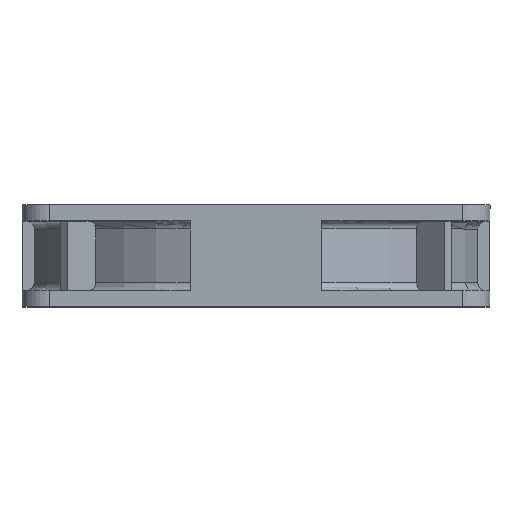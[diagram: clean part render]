
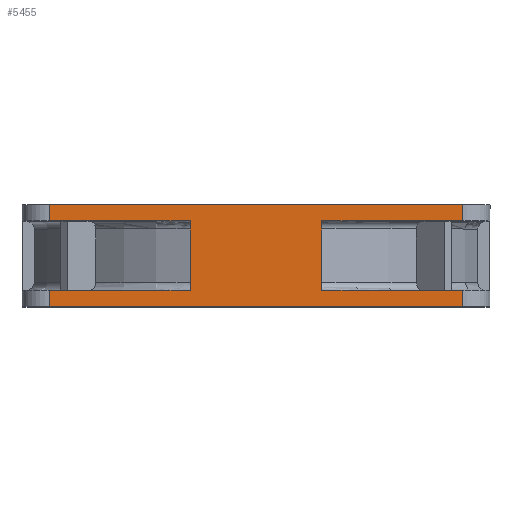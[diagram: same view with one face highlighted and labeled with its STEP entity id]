
A CAD part, top view. The second image highlights one B-rep face of the part: STEP entity #5455.
In plain terms, the highlighted planar face has unit normal (0, 0, 1).
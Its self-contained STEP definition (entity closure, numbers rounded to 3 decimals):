
#14 = EDGE_CURVE ( 'NONE', #2664, #2952, #3781, .T. ) ;
#45 = EDGE_CURVE ( 'NONE', #170, #1784, #606, .T. ) ;
#127 = CARTESIAN_POINT ( 'NONE',  ( -53., 26., 60. ) ) ;
#170 = VERTEX_POINT ( 'NONE', #5870 ) ;
#592 = VECTOR ( 'NONE', #822, 1000. ) ;
#606 = LINE ( 'NONE', #2848, #5343 ) ;
#635 = CARTESIAN_POINT ( 'NONE',  ( -60., 26., 60. ) ) ;
#653 = VERTEX_POINT ( 'NONE', #5013 ) ;
#660 = DIRECTION ( 'NONE',  ( 0., -1., 0. ) ) ;
#700 = ORIENTED_EDGE ( 'NONE', *, *, #2118, .F. ) ;
#744 = CARTESIAN_POINT ( 'NONE',  ( -16.894, 21.877, 60. ) ) ;
#807 = VECTOR ( 'NONE', #4817, 1000. ) ;
#822 = DIRECTION ( 'NONE',  ( -1., 0., 0. ) ) ;
#835 = ORIENTED_EDGE ( 'NONE', *, *, #4262, .F. ) ;
#957 = DIRECTION ( 'NONE',  ( 1., 0., 0. ) ) ;
#1005 = LINE ( 'NONE', #127, #5270 ) ;
#1006 = VECTOR ( 'NONE', #1906, 1000. ) ;
#1028 = CARTESIAN_POINT ( 'NONE',  ( -16.894, 0., 60. ) ) ;
#1049 = CARTESIAN_POINT ( 'NONE',  ( -60., 0., 60. ) ) ;
#1114 = LINE ( 'NONE', #4819, #5445 ) ;
#1186 = AXIS2_PLACEMENT_3D ( 'NONE', #635, #5212, #5613 ) ;
#1216 = CARTESIAN_POINT ( 'NONE',  ( -60., 21.877, 60. ) ) ;
#1514 = PLANE ( 'NONE',  #1186 ) ;
#1625 = CARTESIAN_POINT ( 'NONE',  ( -16.894, 4.123, 60. ) ) ;
#1784 = VERTEX_POINT ( 'NONE', #3615 ) ;
#1859 = EDGE_CURVE ( 'NONE', #2440, #5968, #5566, .T. ) ;
#1895 = EDGE_CURVE ( 'NONE', #653, #5043, #1005, .T. ) ;
#1906 = DIRECTION ( 'NONE',  ( 0., 1., 0. ) ) ;
#2092 = ORIENTED_EDGE ( 'NONE', *, *, #3498, .T. ) ;
#2118 = EDGE_CURVE ( 'NONE', #653, #5968, #4189, .T. ) ;
#2415 = FACE_OUTER_BOUND ( 'NONE', #4220, .T. ) ;
#2440 = VERTEX_POINT ( 'NONE', #5003 ) ;
#2532 = EDGE_CURVE ( 'NONE', #1784, #3943, #2897, .T. ) ;
#2606 = CARTESIAN_POINT ( 'NONE',  ( -53., 21.877, 60. ) ) ;
#2651 = VECTOR ( 'NONE', #2739, 1000. ) ;
#2664 = VERTEX_POINT ( 'NONE', #1625 ) ;
#2739 = DIRECTION ( 'NONE',  ( 1., 0., 0. ) ) ;
#2848 = CARTESIAN_POINT ( 'NONE',  ( -53., 26., 60. ) ) ;
#2853 = CARTESIAN_POINT ( 'NONE',  ( -60., 26., 60. ) ) ;
#2897 = LINE ( 'NONE', #1049, #807 ) ;
#2916 = ORIENTED_EDGE ( 'NONE', *, *, #14, .F. ) ;
#2952 = VERTEX_POINT ( 'NONE', #744 ) ;
#2984 = ORIENTED_EDGE ( 'NONE', *, *, #45, .T. ) ;
#3027 = LINE ( 'NONE', #1216, #4018 ) ;
#3060 = DIRECTION ( 'NONE',  ( -1., 0., 0. ) ) ;
#3090 = CARTESIAN_POINT ( 'NONE',  ( 16.894, 4.123, 60. ) ) ;
#3109 = EDGE_CURVE ( 'NONE', #3903, #5231, #5911, .T. ) ;
#3186 = ORIENTED_EDGE ( 'NONE', *, *, #2532, .T. ) ;
#3366 = CARTESIAN_POINT ( 'NONE',  ( 53., 26., 60. ) ) ;
#3498 = EDGE_CURVE ( 'NONE', #3943, #5231, #5648, .T. ) ;
#3586 = CARTESIAN_POINT ( 'NONE',  ( -60., 4.123, 60. ) ) ;
#3615 = CARTESIAN_POINT ( 'NONE',  ( -53., 0., 60. ) ) ;
#3781 = LINE ( 'NONE', #1028, #4475 ) ;
#3826 = DIRECTION ( 'NONE',  ( 1., 0., 0. ) ) ;
#3839 = CARTESIAN_POINT ( 'NONE',  ( -60., 4.123, 60. ) ) ;
#3845 = DIRECTION ( 'NONE',  ( 0., -1., 0. ) ) ;
#3903 = VERTEX_POINT ( 'NONE', #3090 ) ;
#3943 = VERTEX_POINT ( 'NONE', #4496 ) ;
#3971 = ORIENTED_EDGE ( 'NONE', *, *, #3109, .F. ) ;
#4016 = EDGE_CURVE ( 'NONE', #2440, #4758, #3027, .T. ) ;
#4018 = VECTOR ( 'NONE', #3060, 1000. ) ;
#4175 = CARTESIAN_POINT ( 'NONE',  ( 53., 4.123, 60. ) ) ;
#4189 = LINE ( 'NONE', #2853, #4776 ) ;
#4220 = EDGE_LOOP ( 'NONE', ( #835, #2984, #3186, #2092, #3971, #4323, #4915, #5278, #700, #5939, #4845, #2916 ) ) ;
#4262 = EDGE_CURVE ( 'NONE', #170, #2664, #4300, .T. ) ;
#4300 = LINE ( 'NONE', #3839, #5539 ) ;
#4323 = ORIENTED_EDGE ( 'NONE', *, *, #5962, .F. ) ;
#4475 = VECTOR ( 'NONE', #5122, 1000. ) ;
#4496 = CARTESIAN_POINT ( 'NONE',  ( 53., 0., 60. ) ) ;
#4758 = VERTEX_POINT ( 'NONE', #5811 ) ;
#4776 = VECTOR ( 'NONE', #3826, 1000. ) ;
#4787 = VECTOR ( 'NONE', #5193, 1000. ) ;
#4817 = DIRECTION ( 'NONE',  ( 1., 0., 0. ) ) ;
#4819 = CARTESIAN_POINT ( 'NONE',  ( 16.894, 0., 60. ) ) ;
#4845 = ORIENTED_EDGE ( 'NONE', *, *, #5713, .F. ) ;
#4915 = ORIENTED_EDGE ( 'NONE', *, *, #4016, .F. ) ;
#5003 = CARTESIAN_POINT ( 'NONE',  ( 53., 21.877, 60. ) ) ;
#5013 = CARTESIAN_POINT ( 'NONE',  ( -53., 26., 60. ) ) ;
#5043 = VERTEX_POINT ( 'NONE', #2606 ) ;
#5096 = CARTESIAN_POINT ( 'NONE',  ( 53., 26., 60. ) ) ;
#5122 = DIRECTION ( 'NONE',  ( 0., 1., 0. ) ) ;
#5161 = DIRECTION ( 'NONE',  ( 0., -1., 0. ) ) ;
#5193 = DIRECTION ( 'NONE',  ( 0., 1., 0. ) ) ;
#5211 = CARTESIAN_POINT ( 'NONE',  ( 53., 26., 60. ) ) ;
#5212 = DIRECTION ( 'NONE',  ( 0., 0., -1. ) ) ;
#5231 = VERTEX_POINT ( 'NONE', #4175 ) ;
#5270 = VECTOR ( 'NONE', #5161, 1000. ) ;
#5278 = ORIENTED_EDGE ( 'NONE', *, *, #1859, .T. ) ;
#5343 = VECTOR ( 'NONE', #3845, 1000. ) ;
#5445 = VECTOR ( 'NONE', #660, 1000. ) ;
#5455 = ADVANCED_FACE ( 'NONE', ( #2415 ), #1514, .F. ) ;
#5539 = VECTOR ( 'NONE', #957, 1000. ) ;
#5566 = LINE ( 'NONE', #3366, #4787 ) ;
#5613 = DIRECTION ( 'NONE',  ( -1., 0., 0. ) ) ;
#5648 = LINE ( 'NONE', #5096, #1006 ) ;
#5713 = EDGE_CURVE ( 'NONE', #2952, #5043, #5924, .T. ) ;
#5811 = CARTESIAN_POINT ( 'NONE',  ( 16.894, 21.877, 60. ) ) ;
#5870 = CARTESIAN_POINT ( 'NONE',  ( -53., 4.123, 60. ) ) ;
#5871 = CARTESIAN_POINT ( 'NONE',  ( -60., 21.877, 60. ) ) ;
#5911 = LINE ( 'NONE', #3586, #2651 ) ;
#5924 = LINE ( 'NONE', #5871, #592 ) ;
#5939 = ORIENTED_EDGE ( 'NONE', *, *, #1895, .T. ) ;
#5962 = EDGE_CURVE ( 'NONE', #4758, #3903, #1114, .T. ) ;
#5968 = VERTEX_POINT ( 'NONE', #5211 ) ;
